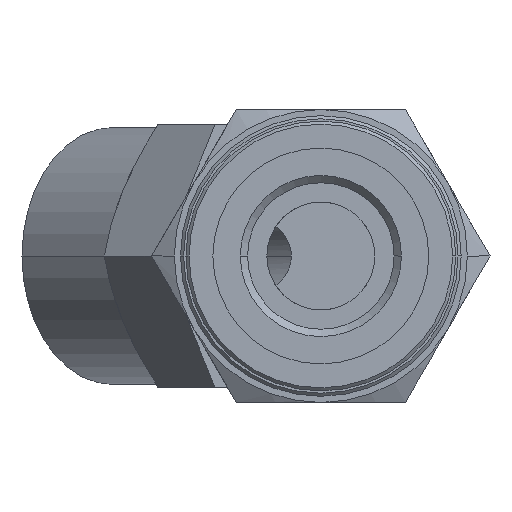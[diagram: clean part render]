
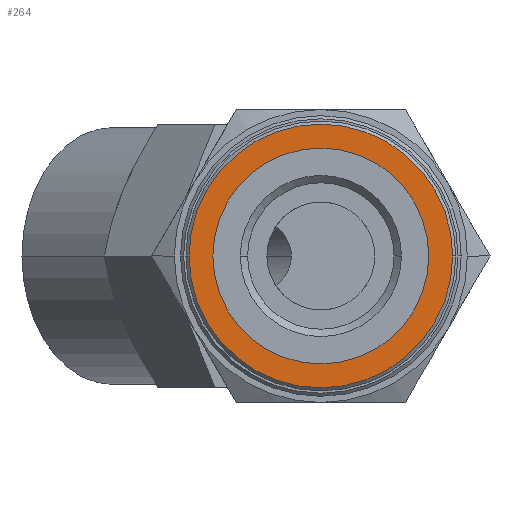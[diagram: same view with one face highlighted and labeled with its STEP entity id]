
A CAD part, front view. The second image highlights one B-rep face of the part: STEP entity #264.
In plain terms, the highlighted planar face has unit normal (0, -1, 0).
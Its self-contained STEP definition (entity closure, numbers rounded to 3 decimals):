
#264=ADVANCED_FACE('',(#548,#549),#550,.T.);
#548=FACE_BOUND('',#841,.T.);
#549=FACE_OUTER_BOUND('',#842,.T.);
#550=PLANE('',#843);
#841=EDGE_LOOP('',(#1521,#1522));
#842=EDGE_LOOP('',(#1523,#1524));
#843=AXIS2_PLACEMENT_3D('',#1525,#1526,#1527);
#1521=ORIENTED_EDGE('',*,*,#1952,.T.);
#1522=ORIENTED_EDGE('',*,*,#1761,.T.);
#1523=ORIENTED_EDGE('',*,*,#1877,.F.);
#1524=ORIENTED_EDGE('',*,*,#1897,.F.);
#1525=CARTESIAN_POINT('',(-4.275,0.1,0.));
#1526=DIRECTION('',(0.,-1.0,0.));
#1527=DIRECTION('',(1.0,0.,0.));
#1761=EDGE_CURVE('',#2117,#2119,#2121,.T.);
#1877=EDGE_CURVE('',#2287,#2289,#2290,.T.);
#1897=EDGE_CURVE('',#2289,#2287,#2314,.T.);
#1952=EDGE_CURVE('',#2119,#2117,#2378,.T.);
#2117=VERTEX_POINT('',#2781);
#2119=VERTEX_POINT('',#2784);
#2121=CIRCLE('',#2787,7.0);
#2287=VERTEX_POINT('',#3122);
#2289=VERTEX_POINT('',#3125);
#2290=CIRCLE('',#3126,8.55);
#2314=CIRCLE('',#3167,8.55);
#2378=CIRCLE('',#3322,7.0);
#2781=CARTESIAN_POINT('',(-7.0,0.1,0.));
#2784=CARTESIAN_POINT('',(7.0,0.1,0.0));
#2787=AXIS2_PLACEMENT_3D('',#3500,#3501,#3502);
#3122=CARTESIAN_POINT('',(-8.55,0.1,0.));
#3125=CARTESIAN_POINT('',(8.55,0.1,0.));
#3126=AXIS2_PLACEMENT_3D('',#3649,#3650,#3651);
#3167=AXIS2_PLACEMENT_3D('',#3673,#3674,#3675);
#3322=AXIS2_PLACEMENT_3D('',#3717,#3718,#3719);
#3500=CARTESIAN_POINT('',(0.0,0.1,0.0));
#3501=DIRECTION('',(0.,1.0,0.));
#3502=DIRECTION('',(-1.0,0.,0.));
#3649=CARTESIAN_POINT('',(0.0,0.1,0.0));
#3650=DIRECTION('',(0.0,1.0,0.0));
#3651=DIRECTION('',(-1.0,0.0,0.));
#3673=CARTESIAN_POINT('',(0.0,0.1,0.0));
#3674=DIRECTION('',(0.0,1.0,0.0));
#3675=DIRECTION('',(-1.0,0.0,0.));
#3717=CARTESIAN_POINT('',(0.0,0.1,0.0));
#3718=DIRECTION('',(0.,1.0,0.));
#3719=DIRECTION('',(-1.0,0.,0.));
